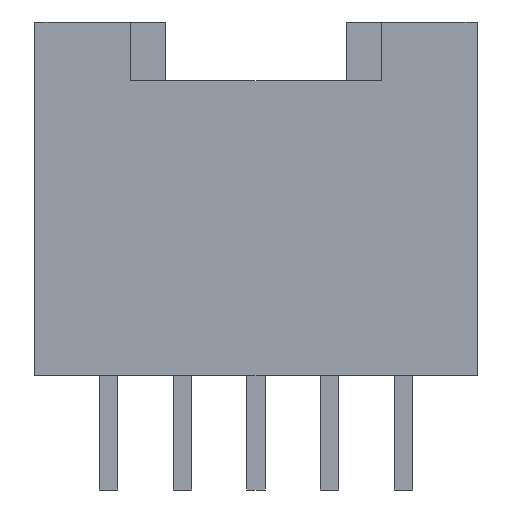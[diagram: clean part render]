
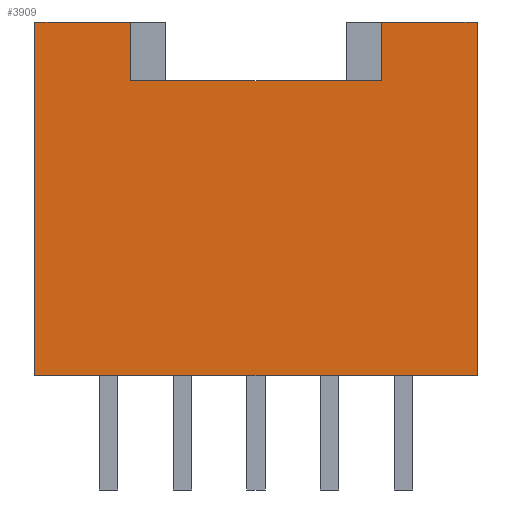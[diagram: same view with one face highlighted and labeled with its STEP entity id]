
A CAD part, front view. The second image highlights one B-rep face of the part: STEP entity #3909.
In plain terms, the highlighted planar face has unit normal (0, -1, 0).
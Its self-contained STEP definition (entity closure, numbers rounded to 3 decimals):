
#100 = PLANE('',#101);
#101 = AXIS2_PLACEMENT_3D('',#102,#103,#104);
#102 = CARTESIAN_POINT('',(-3.4,-3.4,8.));
#103 = DIRECTION('',(0.,0.,-1.));
#104 = DIRECTION('',(0.,-1.,0.));
#187 = PLANE('',#188);
#188 = AXIS2_PLACEMENT_3D('',#189,#190,#191);
#189 = CARTESIAN_POINT('',(3.4,-3.4,9.6));
#190 = DIRECTION('',(1.,0.,0.));
#191 = DIRECTION('',(0.,1.,0.));
#215 = PLANE('',#216);
#216 = AXIS2_PLACEMENT_3D('',#217,#218,#219);
#217 = CARTESIAN_POINT('',(-6.,4.15,9.6));
#218 = DIRECTION('',(0.,0.,-1.));
#219 = DIRECTION('',(0.,-1.,0.));
#443 = PLANE('',#444);
#444 = AXIS2_PLACEMENT_3D('',#445,#446,#447);
#445 = CARTESIAN_POINT('',(-6.,1.6,0.));
#446 = DIRECTION('',(0.,0.,1.));
#447 = DIRECTION('',(0.,1.,0.));
#896 = VERTEX_POINT('',#897);
#897 = CARTESIAN_POINT('',(6.,-4.15,0.));
#911 = PLANE('',#912);
#912 = AXIS2_PLACEMENT_3D('',#913,#914,#915);
#913 = CARTESIAN_POINT('',(6.,4.15,9.6));
#914 = DIRECTION('',(-1.,0.,0.));
#915 = DIRECTION('',(0.,-1.,0.));
#923 = EDGE_CURVE('',#924,#896,#926,.T.);
#924 = VERTEX_POINT('',#925);
#925 = CARTESIAN_POINT('',(-6.,-4.15,0.));
#926 = SURFACE_CURVE('',#927,(#931,#938),.PCURVE_S1.);
#927 = LINE('',#928,#929);
#928 = CARTESIAN_POINT('',(-6.,-4.15,0.));
#929 = VECTOR('',#930,1.);
#930 = DIRECTION('',(1.,0.,0.));
#931 = PCURVE('',#443,#932);
#932 = DEFINITIONAL_REPRESENTATION('',(#933),#937);
#933 = LINE('',#934,#935);
#934 = CARTESIAN_POINT('',(-5.75,0.));
#935 = VECTOR('',#936,1.);
#936 = DIRECTION('',(0.,-1.));
#937 = ( GEOMETRIC_REPRESENTATION_CONTEXT(2) 
PARAMETRIC_REPRESENTATION_CONTEXT() REPRESENTATION_CONTEXT('2D SPACE',''
  ) );
#938 = PCURVE('',#939,#944);
#939 = PLANE('',#940);
#940 = AXIS2_PLACEMENT_3D('',#941,#942,#943);
#941 = CARTESIAN_POINT('',(-6.,-4.15,9.6));
#942 = DIRECTION('',(0.,1.,0.));
#943 = DIRECTION('',(-1.,0.,0.));
#944 = DEFINITIONAL_REPRESENTATION('',(#945),#949);
#945 = LINE('',#946,#947);
#946 = CARTESIAN_POINT('',(0.,-9.6));
#947 = VECTOR('',#948,1.);
#948 = DIRECTION('',(-1.,0.));
#949 = ( GEOMETRIC_REPRESENTATION_CONTEXT(2) 
PARAMETRIC_REPRESENTATION_CONTEXT() REPRESENTATION_CONTEXT('2D SPACE',''
  ) );
#967 = PLANE('',#968);
#968 = AXIS2_PLACEMENT_3D('',#969,#970,#971);
#969 = CARTESIAN_POINT('',(-6.,4.15,9.6));
#970 = DIRECTION('',(-1.,0.,0.));
#971 = DIRECTION('',(0.,-1.,0.));
#2222 = PLANE('',#2223);
#2223 = AXIS2_PLACEMENT_3D('',#2224,#2225,#2226);
#2224 = CARTESIAN_POINT('',(-3.4,-3.4,9.6));
#2225 = DIRECTION('',(-1.,0.,0.));
#2226 = DIRECTION('',(0.,0.,1.));
#3206 = PLANE('',#3207);
#3207 = AXIS2_PLACEMENT_3D('',#3208,#3209,#3210);
#3208 = CARTESIAN_POINT('',(-6.,4.15,9.6));
#3209 = DIRECTION('',(0.,0.,-1.));
#3210 = DIRECTION('',(0.,-1.,0.));
#3277 = VERTEX_POINT('',#3278);
#3278 = CARTESIAN_POINT('',(-6.,-4.15,9.6));
#3299 = EDGE_CURVE('',#3277,#3300,#3302,.T.);
#3300 = VERTEX_POINT('',#3301);
#3301 = CARTESIAN_POINT('',(-3.4,-4.15,9.6));
#3302 = SURFACE_CURVE('',#3303,(#3307,#3314),.PCURVE_S1.);
#3303 = LINE('',#3304,#3305);
#3304 = CARTESIAN_POINT('',(-6.,-4.15,9.6));
#3305 = VECTOR('',#3306,1.);
#3306 = DIRECTION('',(1.,0.,0.));
#3307 = PCURVE('',#3206,#3308);
#3308 = DEFINITIONAL_REPRESENTATION('',(#3309),#3313);
#3309 = LINE('',#3310,#3311);
#3310 = CARTESIAN_POINT('',(8.3,0.));
#3311 = VECTOR('',#3312,1.);
#3312 = DIRECTION('',(0.,-1.));
#3313 = ( GEOMETRIC_REPRESENTATION_CONTEXT(2) 
PARAMETRIC_REPRESENTATION_CONTEXT() REPRESENTATION_CONTEXT('2D SPACE',''
  ) );
#3314 = PCURVE('',#939,#3315);
#3315 = DEFINITIONAL_REPRESENTATION('',(#3316),#3320);
#3316 = LINE('',#3317,#3318);
#3317 = CARTESIAN_POINT('',(0.,0.));
#3318 = VECTOR('',#3319,1.);
#3319 = DIRECTION('',(-1.,0.));
#3320 = ( GEOMETRIC_REPRESENTATION_CONTEXT(2) 
PARAMETRIC_REPRESENTATION_CONTEXT() REPRESENTATION_CONTEXT('2D SPACE',''
  ) );
#3909 = ADVANCED_FACE('',(#3910),#939,.F.);
#3910 = FACE_BOUND('',#3911,.T.);
#3911 = EDGE_LOOP('',(#3912,#3937,#3958,#3959,#3980,#3981,#4004,#4027));
#3912 = ORIENTED_EDGE('',*,*,#3913,.F.);
#3913 = EDGE_CURVE('',#3914,#3916,#3918,.T.);
#3914 = VERTEX_POINT('',#3915);
#3915 = CARTESIAN_POINT('',(-3.4,-4.15,8.));
#3916 = VERTEX_POINT('',#3917);
#3917 = CARTESIAN_POINT('',(3.4,-4.15,8.));
#3918 = SURFACE_CURVE('',#3919,(#3923,#3930),.PCURVE_S1.);
#3919 = LINE('',#3920,#3921);
#3920 = CARTESIAN_POINT('',(-3.4,-4.15,8.));
#3921 = VECTOR('',#3922,1.);
#3922 = DIRECTION('',(1.,0.,0.));
#3923 = PCURVE('',#939,#3924);
#3924 = DEFINITIONAL_REPRESENTATION('',(#3925),#3929);
#3925 = LINE('',#3926,#3927);
#3926 = CARTESIAN_POINT('',(-2.6,-1.6));
#3927 = VECTOR('',#3928,1.);
#3928 = DIRECTION('',(-1.,0.));
#3929 = ( GEOMETRIC_REPRESENTATION_CONTEXT(2) 
PARAMETRIC_REPRESENTATION_CONTEXT() REPRESENTATION_CONTEXT('2D SPACE',''
  ) );
#3930 = PCURVE('',#100,#3931);
#3931 = DEFINITIONAL_REPRESENTATION('',(#3932),#3936);
#3932 = LINE('',#3933,#3934);
#3933 = CARTESIAN_POINT('',(0.75,0.));
#3934 = VECTOR('',#3935,1.);
#3935 = DIRECTION('',(0.,-1.));
#3936 = ( GEOMETRIC_REPRESENTATION_CONTEXT(2) 
PARAMETRIC_REPRESENTATION_CONTEXT() REPRESENTATION_CONTEXT('2D SPACE',''
  ) );
#3937 = ORIENTED_EDGE('',*,*,#3938,.F.);
#3938 = EDGE_CURVE('',#3300,#3914,#3939,.T.);
#3939 = SURFACE_CURVE('',#3940,(#3944,#3951),.PCURVE_S1.);
#3940 = LINE('',#3941,#3942);
#3941 = CARTESIAN_POINT('',(-3.4,-4.15,9.6));
#3942 = VECTOR('',#3943,1.);
#3943 = DIRECTION('',(0.,0.,-1.));
#3944 = PCURVE('',#939,#3945);
#3945 = DEFINITIONAL_REPRESENTATION('',(#3946),#3950);
#3946 = LINE('',#3947,#3948);
#3947 = CARTESIAN_POINT('',(-2.6,0.));
#3948 = VECTOR('',#3949,1.);
#3949 = DIRECTION('',(0.,-1.));
#3950 = ( GEOMETRIC_REPRESENTATION_CONTEXT(2) 
PARAMETRIC_REPRESENTATION_CONTEXT() REPRESENTATION_CONTEXT('2D SPACE',''
  ) );
#3951 = PCURVE('',#2222,#3952);
#3952 = DEFINITIONAL_REPRESENTATION('',(#3953),#3957);
#3953 = LINE('',#3954,#3955);
#3954 = CARTESIAN_POINT('',(0.,-0.75));
#3955 = VECTOR('',#3956,1.);
#3956 = DIRECTION('',(-1.,0.));
#3957 = ( GEOMETRIC_REPRESENTATION_CONTEXT(2) 
PARAMETRIC_REPRESENTATION_CONTEXT() REPRESENTATION_CONTEXT('2D SPACE',''
  ) );
#3958 = ORIENTED_EDGE('',*,*,#3299,.F.);
#3959 = ORIENTED_EDGE('',*,*,#3960,.F.);
#3960 = EDGE_CURVE('',#924,#3277,#3961,.T.);
#3961 = SURFACE_CURVE('',#3962,(#3966,#3973),.PCURVE_S1.);
#3962 = LINE('',#3963,#3964);
#3963 = CARTESIAN_POINT('',(-6.,-4.15,9.6));
#3964 = VECTOR('',#3965,1.);
#3965 = DIRECTION('',(0.,0.,1.));
#3966 = PCURVE('',#939,#3967);
#3967 = DEFINITIONAL_REPRESENTATION('',(#3968),#3972);
#3968 = LINE('',#3969,#3970);
#3969 = CARTESIAN_POINT('',(0.,0.));
#3970 = VECTOR('',#3971,1.);
#3971 = DIRECTION('',(0.,1.));
#3972 = ( GEOMETRIC_REPRESENTATION_CONTEXT(2) 
PARAMETRIC_REPRESENTATION_CONTEXT() REPRESENTATION_CONTEXT('2D SPACE',''
  ) );
#3973 = PCURVE('',#967,#3974);
#3974 = DEFINITIONAL_REPRESENTATION('',(#3975),#3979);
#3975 = LINE('',#3976,#3977);
#3976 = CARTESIAN_POINT('',(8.3,0.));
#3977 = VECTOR('',#3978,1.);
#3978 = DIRECTION('',(0.,1.));
#3979 = ( GEOMETRIC_REPRESENTATION_CONTEXT(2) 
PARAMETRIC_REPRESENTATION_CONTEXT() REPRESENTATION_CONTEXT('2D SPACE',''
  ) );
#3980 = ORIENTED_EDGE('',*,*,#923,.T.);
#3981 = ORIENTED_EDGE('',*,*,#3982,.T.);
#3982 = EDGE_CURVE('',#896,#3983,#3985,.T.);
#3983 = VERTEX_POINT('',#3984);
#3984 = CARTESIAN_POINT('',(6.,-4.15,9.6));
#3985 = SURFACE_CURVE('',#3986,(#3990,#3997),.PCURVE_S1.);
#3986 = LINE('',#3987,#3988);
#3987 = CARTESIAN_POINT('',(6.,-4.15,9.6));
#3988 = VECTOR('',#3989,1.);
#3989 = DIRECTION('',(0.,0.,1.));
#3990 = PCURVE('',#939,#3991);
#3991 = DEFINITIONAL_REPRESENTATION('',(#3992),#3996);
#3992 = LINE('',#3993,#3994);
#3993 = CARTESIAN_POINT('',(-12.,0.));
#3994 = VECTOR('',#3995,1.);
#3995 = DIRECTION('',(0.,1.));
#3996 = ( GEOMETRIC_REPRESENTATION_CONTEXT(2) 
PARAMETRIC_REPRESENTATION_CONTEXT() REPRESENTATION_CONTEXT('2D SPACE',''
  ) );
#3997 = PCURVE('',#911,#3998);
#3998 = DEFINITIONAL_REPRESENTATION('',(#3999),#4003);
#3999 = LINE('',#4000,#4001);
#4000 = CARTESIAN_POINT('',(8.3,0.));
#4001 = VECTOR('',#4002,1.);
#4002 = DIRECTION('',(0.,1.));
#4003 = ( GEOMETRIC_REPRESENTATION_CONTEXT(2) 
PARAMETRIC_REPRESENTATION_CONTEXT() REPRESENTATION_CONTEXT('2D SPACE',''
  ) );
#4004 = ORIENTED_EDGE('',*,*,#4005,.F.);
#4005 = EDGE_CURVE('',#4006,#3983,#4008,.T.);
#4006 = VERTEX_POINT('',#4007);
#4007 = CARTESIAN_POINT('',(3.4,-4.15,9.6));
#4008 = SURFACE_CURVE('',#4009,(#4013,#4020),.PCURVE_S1.);
#4009 = LINE('',#4010,#4011);
#4010 = CARTESIAN_POINT('',(-6.,-4.15,9.6));
#4011 = VECTOR('',#4012,1.);
#4012 = DIRECTION('',(1.,0.,0.));
#4013 = PCURVE('',#939,#4014);
#4014 = DEFINITIONAL_REPRESENTATION('',(#4015),#4019);
#4015 = LINE('',#4016,#4017);
#4016 = CARTESIAN_POINT('',(0.,0.));
#4017 = VECTOR('',#4018,1.);
#4018 = DIRECTION('',(-1.,0.));
#4019 = ( GEOMETRIC_REPRESENTATION_CONTEXT(2) 
PARAMETRIC_REPRESENTATION_CONTEXT() REPRESENTATION_CONTEXT('2D SPACE',''
  ) );
#4020 = PCURVE('',#215,#4021);
#4021 = DEFINITIONAL_REPRESENTATION('',(#4022),#4026);
#4022 = LINE('',#4023,#4024);
#4023 = CARTESIAN_POINT('',(8.3,0.));
#4024 = VECTOR('',#4025,1.);
#4025 = DIRECTION('',(0.,-1.));
#4026 = ( GEOMETRIC_REPRESENTATION_CONTEXT(2) 
PARAMETRIC_REPRESENTATION_CONTEXT() REPRESENTATION_CONTEXT('2D SPACE',''
  ) );
#4027 = ORIENTED_EDGE('',*,*,#4028,.F.);
#4028 = EDGE_CURVE('',#3916,#4006,#4029,.T.);
#4029 = SURFACE_CURVE('',#4030,(#4034,#4041),.PCURVE_S1.);
#4030 = LINE('',#4031,#4032);
#4031 = CARTESIAN_POINT('',(3.4,-4.15,9.6));
#4032 = VECTOR('',#4033,1.);
#4033 = DIRECTION('',(0.,0.,1.));
#4034 = PCURVE('',#939,#4035);
#4035 = DEFINITIONAL_REPRESENTATION('',(#4036),#4040);
#4036 = LINE('',#4037,#4038);
#4037 = CARTESIAN_POINT('',(-9.4,0.));
#4038 = VECTOR('',#4039,1.);
#4039 = DIRECTION('',(0.,1.));
#4040 = ( GEOMETRIC_REPRESENTATION_CONTEXT(2) 
PARAMETRIC_REPRESENTATION_CONTEXT() REPRESENTATION_CONTEXT('2D SPACE',''
  ) );
#4041 = PCURVE('',#187,#4042);
#4042 = DEFINITIONAL_REPRESENTATION('',(#4043),#4047);
#4043 = LINE('',#4044,#4045);
#4044 = CARTESIAN_POINT('',(-0.75,0.));
#4045 = VECTOR('',#4046,1.);
#4046 = DIRECTION('',(0.,1.));
#4047 = ( GEOMETRIC_REPRESENTATION_CONTEXT(2) 
PARAMETRIC_REPRESENTATION_CONTEXT() REPRESENTATION_CONTEXT('2D SPACE',''
  ) );
